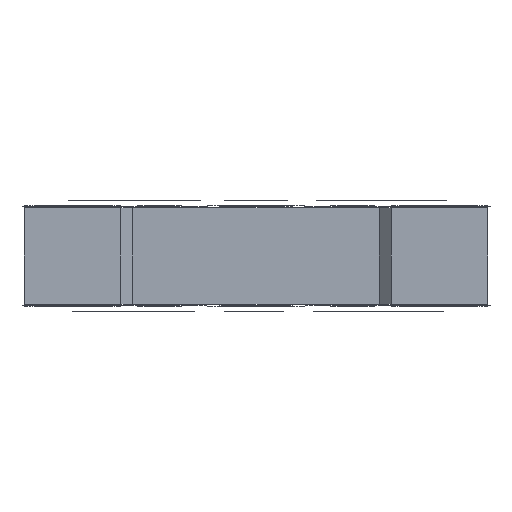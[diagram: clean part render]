
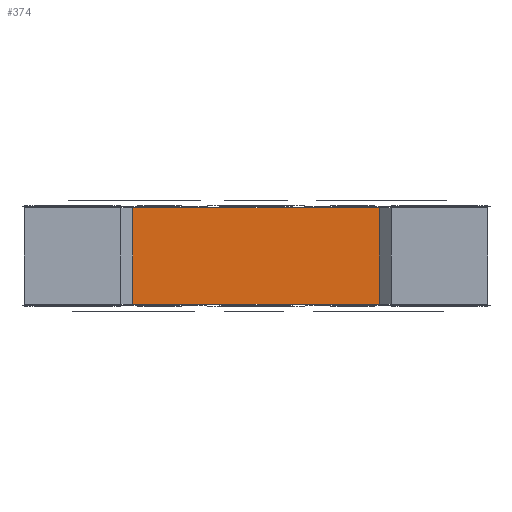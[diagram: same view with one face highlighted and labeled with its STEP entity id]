
A CAD part, front view. The second image highlights one B-rep face of the part: STEP entity #374.
In plain terms, the highlighted planar face has unit normal (0, -1, 0).
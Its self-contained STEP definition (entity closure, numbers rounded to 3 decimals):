
#349 = VERTEX_POINT('',#350);
#350 = CARTESIAN_POINT('',(87.243,-69.59,-1.));
#356 = EDGE_CURVE('',#357,#349,#359,.T.);
#357 = VERTEX_POINT('',#358);
#358 = CARTESIAN_POINT('',(87.243,-69.59,0.));
#359 = LINE('',#360,#361);
#360 = CARTESIAN_POINT('',(87.243,-69.59,0.));
#361 = VECTOR('',#362,1.);
#362 = DIRECTION('',(0.,0.,-1.));
#374 = ADVANCED_FACE('',(#375),#400,.T.);
#375 = FACE_BOUND('',#376,.T.);
#376 = EDGE_LOOP('',(#377,#378,#386,#394));
#377 = ORIENTED_EDGE('',*,*,#356,.T.);
#378 = ORIENTED_EDGE('',*,*,#379,.T.);
#379 = EDGE_CURVE('',#349,#380,#382,.T.);
#380 = VERTEX_POINT('',#381);
#381 = CARTESIAN_POINT('',(89.797,-69.59,-1.));
#382 = LINE('',#383,#384);
#383 = CARTESIAN_POINT('',(87.243,-69.59,-1.));
#384 = VECTOR('',#385,1.);
#385 = DIRECTION('',(1.,0.,0.));
#386 = ORIENTED_EDGE('',*,*,#387,.F.);
#387 = EDGE_CURVE('',#388,#380,#390,.T.);
#388 = VERTEX_POINT('',#389);
#389 = CARTESIAN_POINT('',(89.797,-69.59,0.));
#390 = LINE('',#391,#392);
#391 = CARTESIAN_POINT('',(89.797,-69.59,0.));
#392 = VECTOR('',#393,1.);
#393 = DIRECTION('',(0.,0.,-1.));
#394 = ORIENTED_EDGE('',*,*,#395,.F.);
#395 = EDGE_CURVE('',#357,#388,#396,.T.);
#396 = LINE('',#397,#398);
#397 = CARTESIAN_POINT('',(87.243,-69.59,0.));
#398 = VECTOR('',#399,1.);
#399 = DIRECTION('',(1.,0.,0.));
#400 = PLANE('',#401);
#401 = AXIS2_PLACEMENT_3D('',#402,#403,#404);
#402 = CARTESIAN_POINT('',(87.243,-69.59,0.));
#403 = DIRECTION('',(0.,-1.,0.));
#404 = DIRECTION('',(1.,0.,0.));
